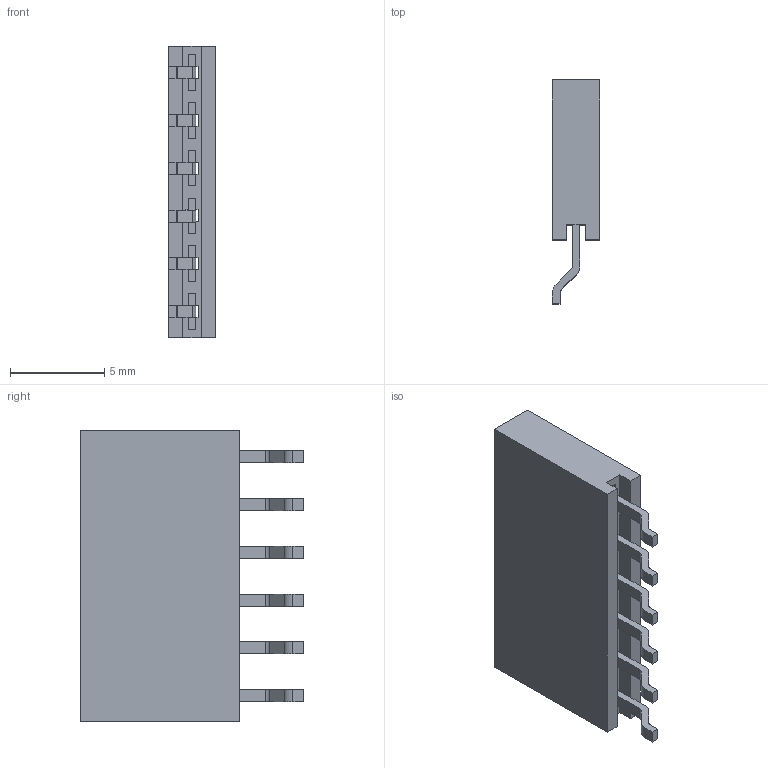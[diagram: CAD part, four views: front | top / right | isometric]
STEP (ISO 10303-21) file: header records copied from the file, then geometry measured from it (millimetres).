
FILE_DESCRIPTION (( 'STEP AP214' ), '1' );
FILE_NAME ('m20-7910642_asm.STEP', '2023-04-03T09:29:35', ( '' ), ( '' ), 'SwSTEP 2.0', 'SolidWorks 2022', '' );
FILE_SCHEMA (( 'AUTOMOTIVE_DESIGN' ));
Length unit declared in the file: millimetre
Products named in the file (3): m20-7910642_asm; M20-79X_CONTACT; M20-79106_MOULD
Assembly tree (7 placements, depth 2):
  m20-7910642_asm
    M20-79106_MOULD
    M20-79X_CONTACT  x6
Bounding box: 2.5 x 11.9 x 15.49 mm (x, y, z)
Volume: 299.9 mm3; surface area: 832.6 mm2
Topology: 7 solids, 7 shells, 280 faces, 756 edges, 496 vertices
Faces by surface type: plane 226, cylinder 54
Entity records: 5805 total; most frequent: CARTESIAN_POINT 747, ORIENTED_EDGE 732, DIRECTION 674, EDGE_CURVE 366, LINE 348, VECTOR 348, VERTEX_POINT 236, AXIS2_PLACEMENT_3D 163
